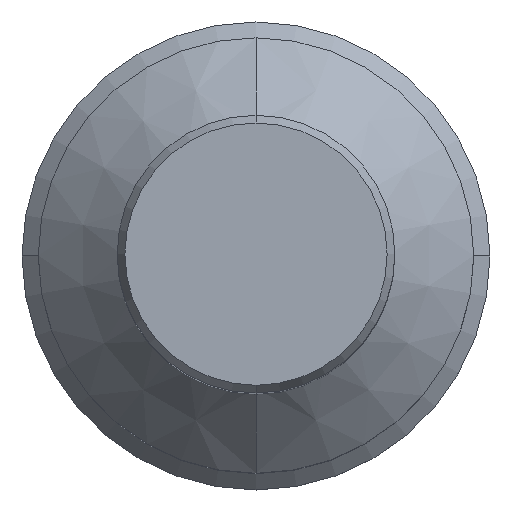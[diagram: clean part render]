
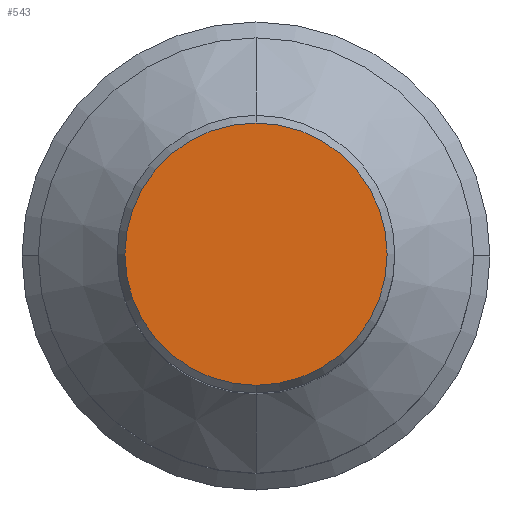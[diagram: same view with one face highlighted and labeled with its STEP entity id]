
A CAD part, top view. The second image highlights one B-rep face of the part: STEP entity #543.
In plain terms, the highlighted planar face has unit normal (0, 0, 1).
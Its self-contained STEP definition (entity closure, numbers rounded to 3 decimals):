
#239=EDGE_CURVE('',#579,#285,#659,.T.);
#285=VERTEX_POINT('',#706);
#465=EDGE_CURVE('',#285,#579,#910,.T.);
#543=ADVANCED_FACE('',(#995),#996,.T.);
#579=VERTEX_POINT('',#1035);
#659=CIRCLE('',#1118,11.807);
#706=CARTESIAN_POINT('',(0.,-11.807,0.0));
#910=CIRCLE('',#1550,11.807);
#995=FACE_OUTER_BOUND('',#1692,.T.);
#996=PLANE('',#1693);
#1035=CARTESIAN_POINT('',(0.0,11.807,0.0));
#1118=AXIS2_PLACEMENT_3D('',#1950,#1951,#1952);
#1550=AXIS2_PLACEMENT_3D('',#2259,#2260,#2261);
#1692=EDGE_LOOP('',(#2347,#2348));
#1693=AXIS2_PLACEMENT_3D('',#2349,#2350,#2351);
#1950=CARTESIAN_POINT('',(0.0,0.0,0.0));
#1951=DIRECTION('',(0.0,0.0,-1.0));
#1952=DIRECTION('',(0.0,1.0,0.0));
#2259=CARTESIAN_POINT('',(0.0,0.0,0.0));
#2260=DIRECTION('',(0.0,0.0,-1.0));
#2261=DIRECTION('',(0.0,1.0,0.0));
#2347=ORIENTED_EDGE('',*,*,#239,.F.);
#2348=ORIENTED_EDGE('',*,*,#465,.F.);
#2349=CARTESIAN_POINT('',(0.0,5.904,0.0));
#2350=DIRECTION('',(-0.0,0.0,1.0));
#2351=DIRECTION('',(0.0,-1.0,0.0));
